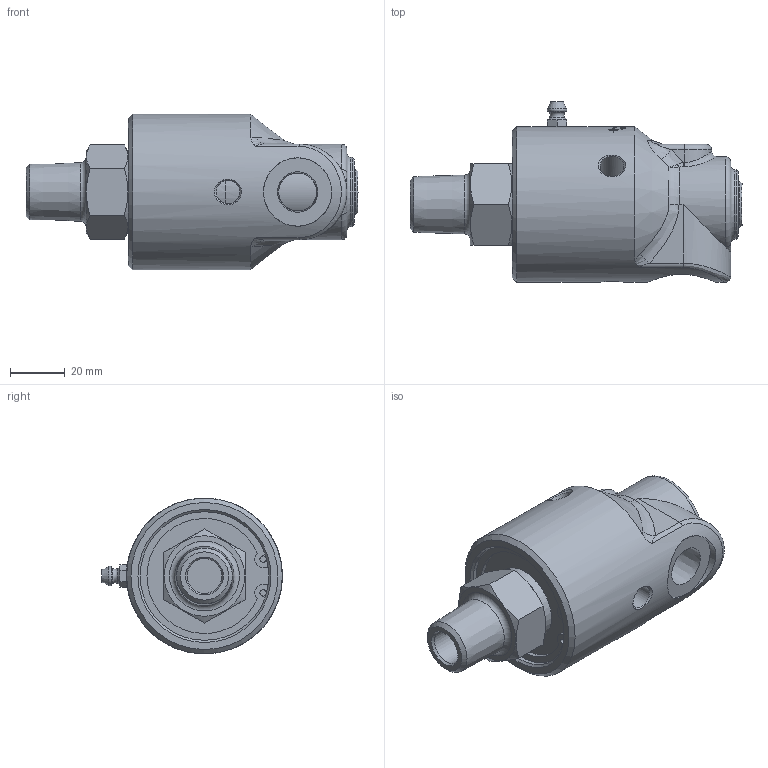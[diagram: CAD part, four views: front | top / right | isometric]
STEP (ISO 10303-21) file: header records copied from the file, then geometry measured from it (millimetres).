
FILE_DESCRIPTION(/* description */ (''),/* implementation_level */ '2;1');
FILE_NAME(/* name */ '157-742-001-IC.stp',/* time_stamp */ '2020-06-08T11:53:56-05:00',/* author */ ('manton'),/* organization */ (''),/* preprocessor_version */ 'ST-DEVELOPER v18',/* originating_system */ 'Autodesk Inventor 2020',/* authorisation */ '');
FILE_SCHEMA (('AUTOMOTIVE_DESIGN { 1 0 10303 214 3 1 1 }'));
Products named in the file (1): 157-742-001-IC
Bounding box: 121.51 x 66.13 x 57 mm (x, y, z)
Volume: 176877.6 mm3; surface area: 25617.4 mm2
Topology: 1 solids, 3 shells, 413 faces, 1077 edges, 711 vertices
Faces by surface type: bspline 164, plane 150, cylinder 72, cone 19, torus 8
Full cylindrical faces by diameter (mm): 2.362 x2, 8.6 x3, 12.7 x1, 13.889 x1, 25 x1, 25.4 x1, 27.8 x1, 47.07 x1, 57 x1
Entity records: 45614 total; most frequent: CARTESIAN_POINT 35964, ORIENTED_EDGE 2146, DIRECTION 1638, EDGE_CURVE 1073, VERTEX_POINT 711, AXIS2_PLACEMENT_3D 609, EDGE_LOOP 458, LINE 420
